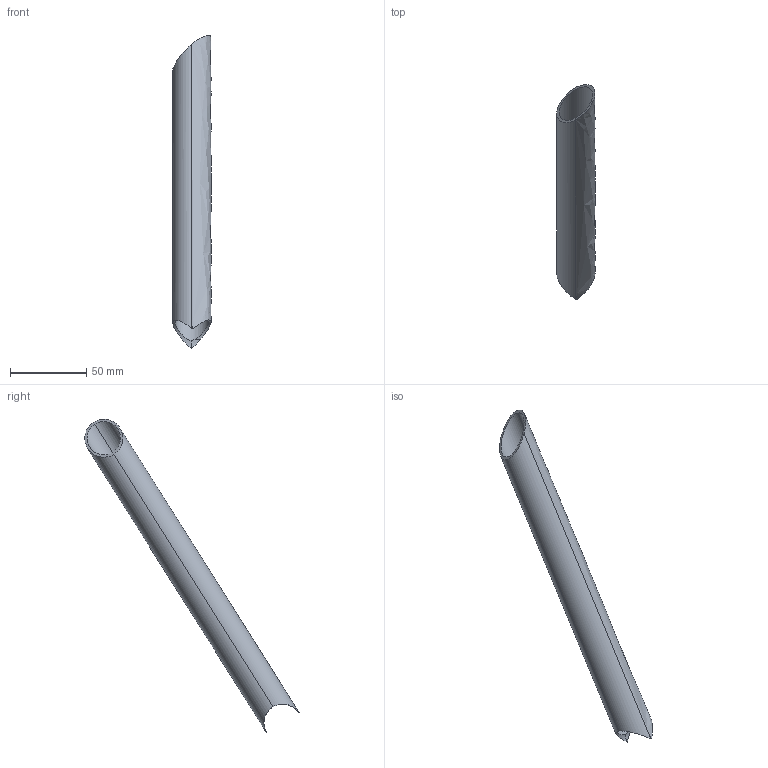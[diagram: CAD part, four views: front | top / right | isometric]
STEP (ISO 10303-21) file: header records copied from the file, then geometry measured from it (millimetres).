
FILE_DESCRIPTION(('CATIA V5 STEP Exchange'),'2;1');
FILE_NAME('11.stp','2018-12-06T16:31:30+00:00',('none'),('none'),'CATIA Version 5 Release 19 SP 2 (IN-10)','CATIA V5 STEP AP203','none');
FILE_SCHEMA(('CONFIG_CONTROL_DESIGN'));
Length unit declared in the file: millimetre
Products named in the file (1): Corps principal
Bounding box: 25.14 x 140.69 x 205.68 mm (x, y, z)
Volume: 23284.6 mm3; surface area: 31645 mm2
Topology: 1 solids, 1 shells, 10 faces, 45 edges, 36 vertices
Faces by surface type: cylinder 6, bspline 3, plane 1
Entity records: 1089 total; most frequent: CARTESIAN_POINT 753, ORIENTED_EDGE 90, EDGE_CURVE 45, B_SPLINE_CURVE_WITH_KNOTS 41, VERTEX_POINT 36, DIRECTION 18, EDGE_LOOP 11, ADVANCED_FACE 10
